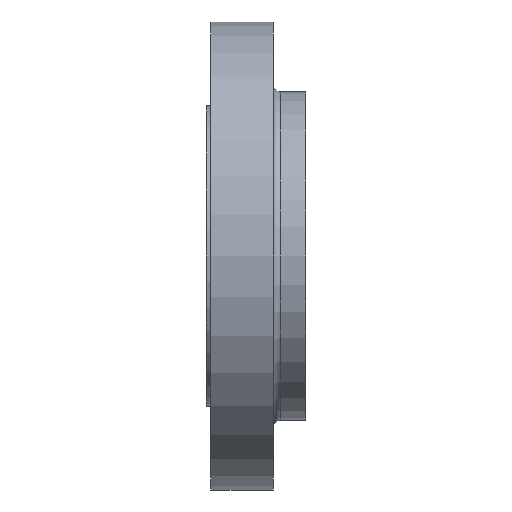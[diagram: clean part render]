
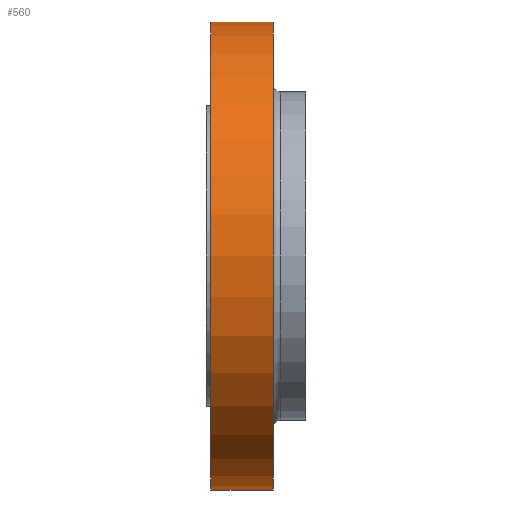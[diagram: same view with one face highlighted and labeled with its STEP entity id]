
A CAD part, front view. The second image highlights one B-rep face of the part: STEP entity #560.
In plain terms, the highlighted cylindrical face has radius 320.675 mm (diameter 641.35 mm), a partial arc.
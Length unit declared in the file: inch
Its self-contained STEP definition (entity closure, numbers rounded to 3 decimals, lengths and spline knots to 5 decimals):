
#2 = VERTEX_POINT ( 'NONE', #736 ) ;
#34 = ORIENTED_EDGE ( 'NONE', *, *, #962, .F. ) ;
#143 = VERTEX_POINT ( 'NONE', #1940 ) ;
#253 = AXIS2_PLACEMENT_3D ( 'NONE', #978, #388, #1702 ) ;
#307 = AXIS2_PLACEMENT_3D ( 'NONE', #1206, #1352, #1618 ) ;
#364 = FACE_OUTER_BOUND ( 'NONE', #794, .T. ) ;
#388 = DIRECTION ( 'NONE',  ( -1., 0., 0. ) ) ;
#487 = CARTESIAN_POINT ( 'NONE',  ( 0.10586, 0., 12.625 ) ) ;
#519 = DIRECTION ( 'NONE',  ( -1., 0., 0. ) ) ;
#560 = ADVANCED_FACE ( 'NONE', ( #364 ), #1274, .T. ) ;
#563 = AXIS2_PLACEMENT_3D ( 'NONE', #1700, #966, #1101 ) ;
#644 = DIRECTION ( 'NONE',  ( -1., 0., 0. ) ) ;
#729 = EDGE_CURVE ( 'NONE', #2, #1539, #1546, .T. ) ;
#736 = CARTESIAN_POINT ( 'NONE',  ( 3.48086, 0., -12.625 ) ) ;
#794 = EDGE_LOOP ( 'NONE', ( #1566, #1832, #1255, #34 ) ) ;
#962 = EDGE_CURVE ( 'NONE', #1539, #1269, #1689, .T. ) ;
#966 = DIRECTION ( 'NONE',  ( -1., 0., 0. ) ) ;
#978 = CARTESIAN_POINT ( 'NONE',  ( 3.48086, 0., 0. ) ) ;
#1066 = LINE ( 'NONE', #1666, #1661 ) ;
#1101 = DIRECTION ( 'NONE',  ( 0., 0., 1. ) ) ;
#1200 = CARTESIAN_POINT ( 'NONE',  ( 0.10586, 0., -12.625 ) ) ;
#1206 = CARTESIAN_POINT ( 'NONE',  ( 0.10586, 0., 0. ) ) ;
#1255 = ORIENTED_EDGE ( 'NONE', *, *, #1260, .T. ) ;
#1260 = EDGE_CURVE ( 'NONE', #143, #1269, #1066, .T. ) ;
#1269 = VERTEX_POINT ( 'NONE', #487 ) ;
#1274 = CYLINDRICAL_SURFACE ( 'NONE', #563, 12.625 ) ;
#1352 = DIRECTION ( 'NONE',  ( -1., 0., 0. ) ) ;
#1522 = CARTESIAN_POINT ( 'NONE',  ( 0., 0., -12.625 ) ) ;
#1539 = VERTEX_POINT ( 'NONE', #1200 ) ;
#1546 = LINE ( 'NONE', #1522, #1835 ) ;
#1566 = ORIENTED_EDGE ( 'NONE', *, *, #729, .F. ) ;
#1618 = DIRECTION ( 'NONE',  ( 0., 0., 1. ) ) ;
#1661 = VECTOR ( 'NONE', #644, 39.37008 ) ;
#1666 = CARTESIAN_POINT ( 'NONE',  ( 0., 0., 12.625 ) ) ;
#1689 = CIRCLE ( 'NONE', #307, 12.625 ) ;
#1700 = CARTESIAN_POINT ( 'NONE',  ( 0., 0., 0. ) ) ;
#1702 = DIRECTION ( 'NONE',  ( 0., 0., 1. ) ) ;
#1746 = EDGE_CURVE ( 'NONE', #2, #143, #1871, .T. ) ;
#1832 = ORIENTED_EDGE ( 'NONE', *, *, #1746, .T. ) ;
#1835 = VECTOR ( 'NONE', #519, 39.37008 ) ;
#1871 = CIRCLE ( 'NONE', #253, 12.625 ) ;
#1940 = CARTESIAN_POINT ( 'NONE',  ( 3.48086, 0., 12.625 ) ) ;
